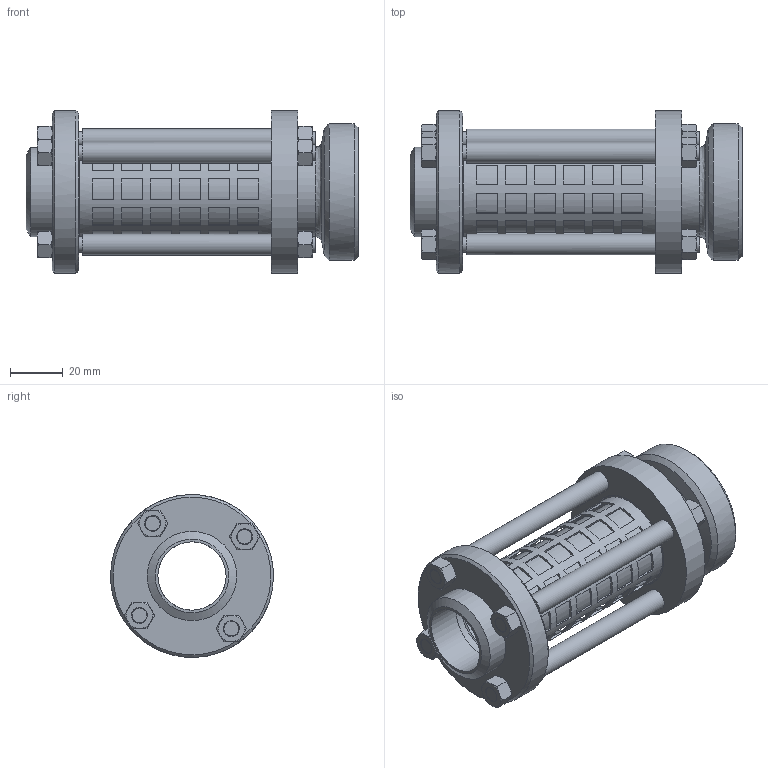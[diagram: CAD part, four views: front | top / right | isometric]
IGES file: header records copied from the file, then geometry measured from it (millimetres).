
Global section: file name: 51030025000; native system: Autodesk Inventor 2015; preprocessor: unknown; author: Struska Martin; date: 20160315.101425; units: millimetre
Bounding box: 126.4 x 61.99 x 61.96 mm (x, y, z)
Volume: 113350.5 mm3; surface area: 62663 mm2
Topology: 2 solids, 8 shells, 494 faces, 1283 edges, 834 vertices
Faces by surface type: bspline 494
